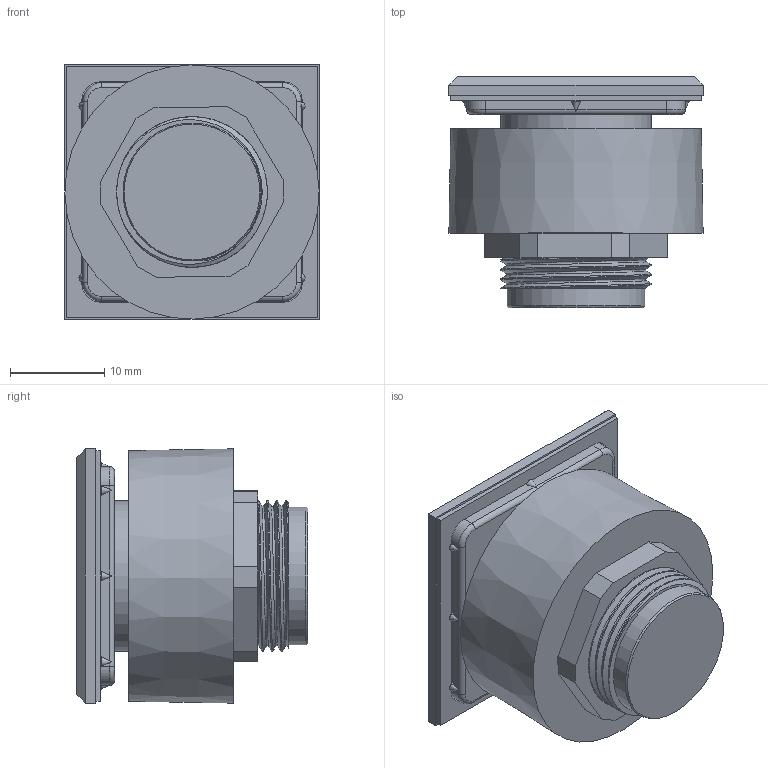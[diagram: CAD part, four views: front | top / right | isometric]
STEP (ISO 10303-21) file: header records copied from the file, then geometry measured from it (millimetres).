
FILE_DESCRIPTION(/* description */ (''),/* implementation_level */ '2;1');
FILE_NAME(/* name */ 'QX24.stp',/* time_stamp */ '2020-09-02T15:24:04+02:00',/* author */ ('thagel'),/* organization */ (''),/* preprocessor_version */ 'ST-DEVELOPER v17.2',/* originating_system */ 'Autodesk Inventor 2019',/* authorisation */ '');
FILE_SCHEMA (('AUTOMOTIVE_DESIGN { 1 0 10303 214 3 1 1 }'));
Length unit declared in the file: millimetre
Products named in the file (1): QX24
Bounding box: 27 x 24.55 x 27 mm (x, y, z)
Volume: 8263.8 mm3; surface area: 6068.4 mm2
Topology: 1 solids, 2 shells, 141 faces, 368 edges, 243 vertices
Faces by surface type: plane 77, cylinder 40, cone 13, torus 8, bspline 3
Full cylindrical faces by diameter (mm): 14.65 x1, 15 x2, 15.5 x1, 16 x11, 16.5 x1, 25 x1
Entity records: 8873 total; most frequent: CARTESIAN_POINT 5431, ORIENTED_EDGE 736, DIRECTION 672, EDGE_CURVE 368, VERTEX_POINT 243, AXIS2_PLACEMENT_3D 240, LINE 192, VECTOR 192
